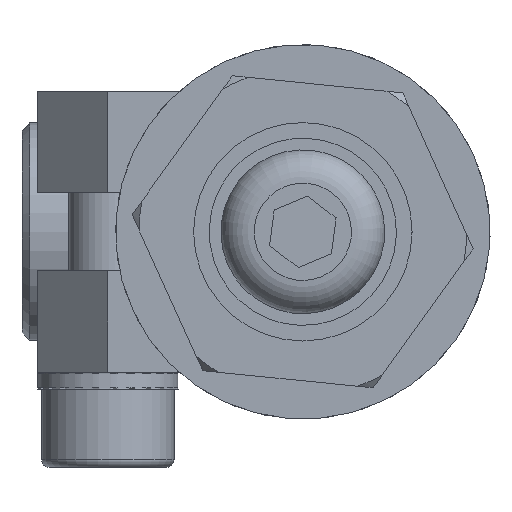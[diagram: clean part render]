
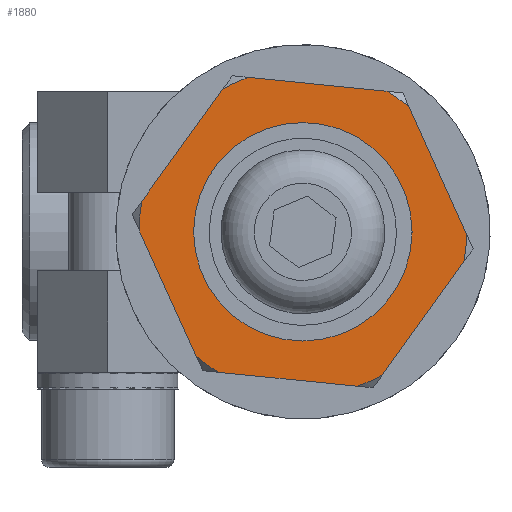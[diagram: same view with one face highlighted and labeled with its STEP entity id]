
A CAD part, front view. The second image highlights one B-rep face of the part: STEP entity #1880.
In plain terms, the highlighted face is planar.
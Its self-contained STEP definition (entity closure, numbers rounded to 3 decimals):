
#1880=ADVANCED_FACE('',(#3622,#3623),#3624,.T.);
#3622=FACE_BOUND('',#6211,.T.);
#3623=FACE_OUTER_BOUND('',#6212,.T.);
#3624=PLANE('',#6213);
#6211=EDGE_LOOP('',(#11142));
#6212=EDGE_LOOP('',(#11143,#11144,#11145,#11146,#11147,#11148,#11149,#11150,#11151,#11152,#11153,#11154));
#6213=AXIS2_PLACEMENT_3D('',#11155,#11156,#11157);
#11142=ORIENTED_EDGE('',*,*,#13261,.F.);
#11143=ORIENTED_EDGE('',*,*,#13258,.F.);
#11144=ORIENTED_EDGE('',*,*,#13263,.T.);
#11145=ORIENTED_EDGE('',*,*,#13264,.F.);
#11146=ORIENTED_EDGE('',*,*,#13265,.T.);
#11147=ORIENTED_EDGE('',*,*,#13266,.F.);
#11148=ORIENTED_EDGE('',*,*,#13267,.T.);
#11149=ORIENTED_EDGE('',*,*,#13268,.F.);
#11150=ORIENTED_EDGE('',*,*,#13269,.T.);
#11151=ORIENTED_EDGE('',*,*,#13270,.F.);
#11152=ORIENTED_EDGE('',*,*,#13271,.T.);
#11153=ORIENTED_EDGE('',*,*,#13272,.F.);
#11154=ORIENTED_EDGE('',*,*,#13273,.T.);
#11155=CARTESIAN_POINT('',(17.321,10.0,0.0));
#11156=DIRECTION('',(0.0,0.0,1.0));
#11157=DIRECTION('',(1.0,0.0,0.0));
#13258=EDGE_CURVE('',#16208,#16196,#16210,.T.);
#13261=EDGE_CURVE('',#16214,#16214,#16215,.T.);
#13263=EDGE_CURVE('',#16208,#16217,#16218,.T.);
#13264=EDGE_CURVE('',#16219,#16217,#16220,.T.);
#13265=EDGE_CURVE('',#16219,#16221,#16222,.T.);
#13266=EDGE_CURVE('',#16223,#16221,#16224,.T.);
#13267=EDGE_CURVE('',#16223,#16225,#16226,.T.);
#13268=EDGE_CURVE('',#16227,#16225,#16228,.T.);
#13269=EDGE_CURVE('',#16227,#16229,#16230,.T.);
#13270=EDGE_CURVE('',#16231,#16229,#16232,.T.);
#13271=EDGE_CURVE('',#16231,#16233,#16234,.T.);
#13272=EDGE_CURVE('',#16235,#16233,#16236,.T.);
#13273=EDGE_CURVE('',#16235,#16196,#16237,.T.);
#16196=VERTEX_POINT('',#20563);
#16208=VERTEX_POINT('',#20587);
#16210=LINE('',#20592,#20593);
#16214=VERTEX_POINT('',#20597);
#16215=CIRCLE('',#20598,6.188);
#16217=VERTEX_POINT('',#20600);
#16218=CIRCLE('',#20601,10.499);
#16219=VERTEX_POINT('',#20602);
#16220=LINE('',#20603,#20604);
#16221=VERTEX_POINT('',#20605);
#16222=CIRCLE('',#20606,10.499);
#16223=VERTEX_POINT('',#20607);
#16224=LINE('',#20608,#20609);
#16225=VERTEX_POINT('',#20610);
#16226=CIRCLE('',#20611,10.499);
#16227=VERTEX_POINT('',#20612);
#16228=LINE('',#20613,#20614);
#16229=VERTEX_POINT('',#20615);
#16230=CIRCLE('',#20616,10.499);
#16231=VERTEX_POINT('',#20617);
#16232=LINE('',#20618,#20619);
#16233=VERTEX_POINT('',#20620);
#16234=CIRCLE('',#20621,10.499);
#16235=VERTEX_POINT('',#20622);
#16236=LINE('',#20623,#20624);
#16237=CIRCLE('',#20625,10.499);
#20563=CARTESIAN_POINT('',(10.457,0.933,0.0));
#20587=CARTESIAN_POINT('',(5.997,8.617,0.0));
#20592=CARTESIAN_POINT('',(5.485,9.5,0.0));
#20593=VECTOR('',#23074,1.0);
#20597=CARTESIAN_POINT('',(6.188,0.0,0.0));
#20598=AXIS2_PLACEMENT_3D('',#23078,#23079,#23080);
#20600=CARTESIAN_POINT('',(4.469,9.5,0.0));
#20601=AXIS2_PLACEMENT_3D('',#23081,#23082,#23083);
#20602=CARTESIAN_POINT('',(-4.469,9.5,0.0));
#20603=CARTESIAN_POINT('',(-5.485,9.5,0.0));
#20604=VECTOR('',#23084,1.0);
#20605=CARTESIAN_POINT('',(-5.993,8.621,0.0));
#20606=AXIS2_PLACEMENT_3D('',#23085,#23086,#23087);
#20607=CARTESIAN_POINT('',(-10.462,0.879,0.0));
#20608=CARTESIAN_POINT('',(-10.97,0.0,0.0));
#20609=VECTOR('',#23088,1.0);
#20610=CARTESIAN_POINT('',(-10.462,-0.879,0.0));
#20611=AXIS2_PLACEMENT_3D('',#23089,#23090,#23091);
#20612=CARTESIAN_POINT('',(-5.993,-8.621,0.0));
#20613=CARTESIAN_POINT('',(-5.485,-9.5,0.0));
#20614=VECTOR('',#23092,1.0);
#20615=CARTESIAN_POINT('',(-4.469,-9.5,0.0));
#20616=AXIS2_PLACEMENT_3D('',#23093,#23094,#23095);
#20617=CARTESIAN_POINT('',(4.469,-9.5,0.0));
#20618=CARTESIAN_POINT('',(5.485,-9.5,0.0));
#20619=VECTOR('',#23096,1.0);
#20620=CARTESIAN_POINT('',(5.997,-8.617,0.0));
#20621=AXIS2_PLACEMENT_3D('',#23097,#23098,#23099);
#20622=CARTESIAN_POINT('',(10.457,-0.933,0.0));
#20623=CARTESIAN_POINT('',(10.999,0.0,0.0));
#20624=VECTOR('',#23100,1.0);
#20625=AXIS2_PLACEMENT_3D('',#23101,#23102,#23103);
#23074=DIRECTION('',(0.502,-0.865,0.0));
#23078=CARTESIAN_POINT('',(0.,0.0,0.0));
#23079=DIRECTION('',(0.0,0.0,1.0));
#23080=DIRECTION('',(1.0,0.0,0.0));
#23081=CARTESIAN_POINT('',(0.0,0.0,0.0));
#23082=DIRECTION('',(0.0,0.0,1.0));
#23083=DIRECTION('',(1.0,0.0,0.0));
#23084=DIRECTION('',(1.0,0.0,0.0));
#23085=CARTESIAN_POINT('',(0.0,0.0,0.0));
#23086=DIRECTION('',(0.0,0.0,1.0));
#23087=DIRECTION('',(1.0,0.0,0.0));
#23088=DIRECTION('',(0.5,0.866,0.0));
#23089=CARTESIAN_POINT('',(0.0,0.0,0.0));
#23090=DIRECTION('',(0.0,0.0,1.0));
#23091=DIRECTION('',(1.0,0.0,0.0));
#23092=DIRECTION('',(-0.5,0.866,0.0));
#23093=CARTESIAN_POINT('',(0.0,0.0,0.0));
#23094=DIRECTION('',(0.0,0.0,1.0));
#23095=DIRECTION('',(1.0,0.0,0.0));
#23096=DIRECTION('',(-1.0,0.0,0.0));
#23097=CARTESIAN_POINT('',(0.0,0.0,0.0));
#23098=DIRECTION('',(0.0,0.0,1.0));
#23099=DIRECTION('',(1.0,0.0,0.0));
#23100=DIRECTION('',(-0.502,-0.865,0.0));
#23101=CARTESIAN_POINT('',(0.0,0.0,0.0));
#23102=DIRECTION('',(0.0,0.0,1.0));
#23103=DIRECTION('',(1.0,0.0,0.0));
